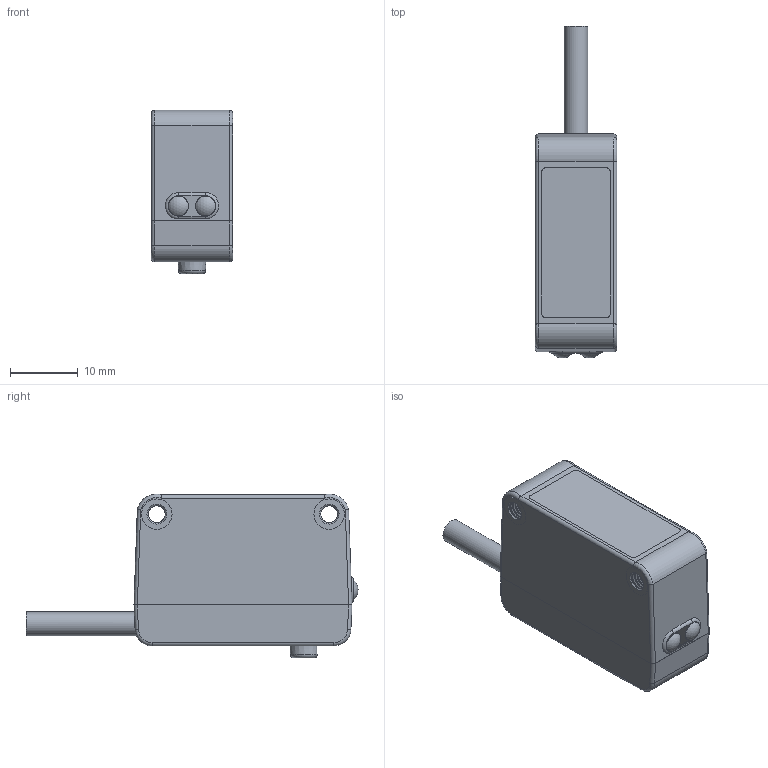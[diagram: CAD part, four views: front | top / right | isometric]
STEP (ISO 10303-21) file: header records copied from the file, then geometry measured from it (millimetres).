
FILE_DESCRIPTION(/* description */ (''),/* implementation_level */ '2;1');
FILE_NAME(/* name */ '',/* time_stamp */ '2025-07-22T11:42:04+08:00',/* author */ (''),/* organization */ (''),/* preprocessor_version */ 'ST-DEVELOPER v14',/* originating_system */ 'SIEMENS PLM Software NX 8.0',/* authorisation */ '');
FILE_SCHEMA (('AUTOMOTIVE_DESIGN { 1 0 10303 214 3 1 1 1 }'));
Length unit declared in the file: millimetre
Products named in the file (1): Admi415C3C4Frywu
Bounding box: 12.01 x 48.9 x 24.1 mm (x, y, z)
Volume: 8360.5 mm3; surface area: 3245.4 mm2
Topology: 1 solids, 3 shells, 106 faces, 241 edges, 151 vertices
Faces by surface type: plane 46, cylinder 35, torus 13, cone 6, bspline 4, sphere 2
Full cylindrical faces by diameter (mm): 2.3 x1, 2.5 x1, 3.5 x1, 4.2 x1, 4.5 x4
Entity records: 16669 total; most frequent: CARTESIAN_POINT 13972, DIRECTION 461, ORIENTED_EDGE 422, EDGE_CURVE 211, AXIS2_PLACEMENT_3D 183, EDGE_LOOP 139, VERTEX_POINT 138, ADVANCED_FACE 106
